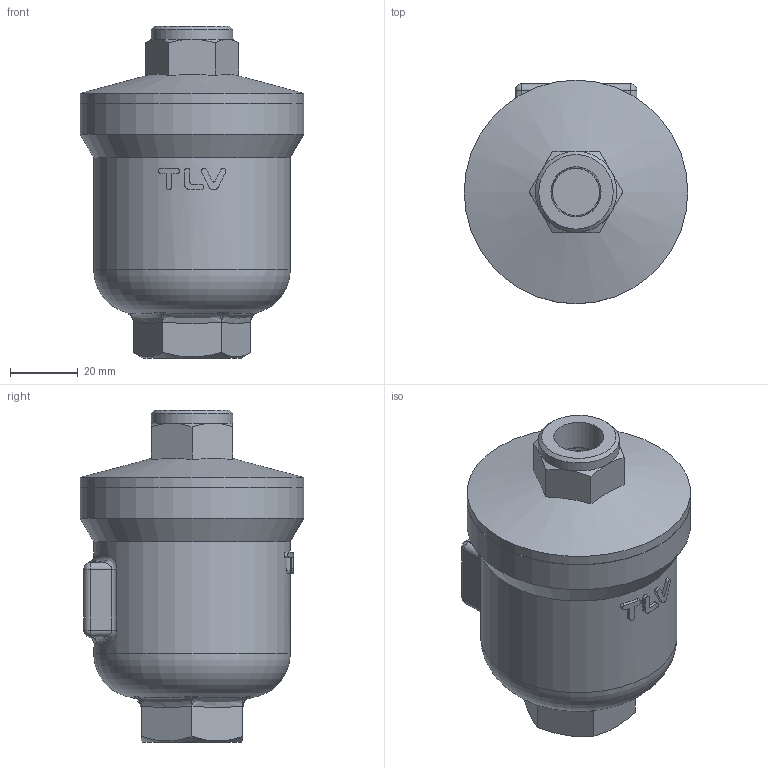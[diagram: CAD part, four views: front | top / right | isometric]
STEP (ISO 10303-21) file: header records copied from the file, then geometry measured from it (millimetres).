
FILE_DESCRIPTION((''),'2;1');
FILE_NAME('vc200-015-screw-00.stp','2010-08-11T12:54:27',('nakaot'),(''),'Autodesk Inventor 2008','Autodesk Inventor 2008','');
FILE_SCHEMA(('AUTOMOTIVE_DESIGN { 1 0 10303 214 1 1 1 1 }'));
Length unit declared in the file: millimetre
Products named in the file (1): vc200-015-screw-00
Bounding box: 66 x 66 x 98 mm (x, y, z)
Volume: 203972.7 mm3; surface area: 24415.1 mm2
Topology: 1 solids, 1 shells, 116 faces, 267 edges, 159 vertices
Faces by surface type: bspline 36, plane 36, cylinder 29, cone 10, sphere 4, torus 1
Full cylindrical faces by diameter (mm): 24 x1, 50 x1, 58 x1, 66 x2
Entity records: 5072 total; most frequent: CARTESIAN_POINT 2781, ORIENTED_EDGE 494, DIRECTION 402, EDGE_CURVE 247, AXIS2_PLACEMENT_3D 168, VERTEX_POINT 157, EDGE_LOOP 140, FACE_OUTER_BOUND 116
